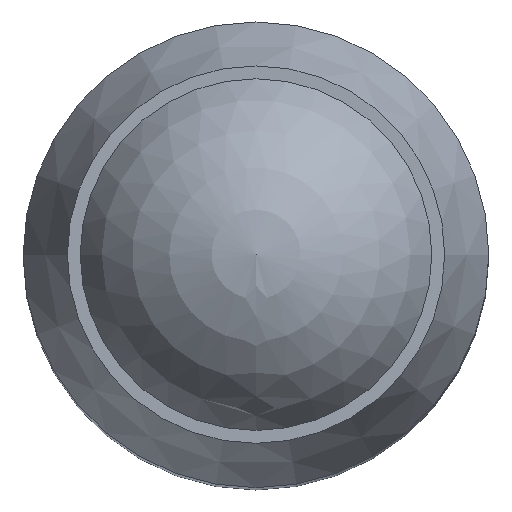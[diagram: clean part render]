
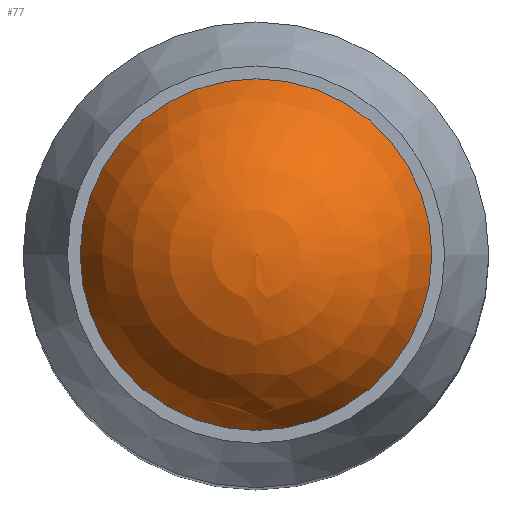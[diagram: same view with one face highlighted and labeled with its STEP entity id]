
A CAD part, top view. The second image highlights one B-rep face of the part: STEP entity #77.
In plain terms, the highlighted spherical face has radius 9.75 mm.
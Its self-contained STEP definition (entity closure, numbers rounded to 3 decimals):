
#77 = ADVANCED_FACE( '', ( #155, #156 ), #157, .T. );
#155 = FACE_BOUND( '', #226, .T. );
#156 = FACE_OUTER_BOUND( '', #227, .T. );
#157 = SPHERICAL_SURFACE( '', #228, 9.75 );
#226 = VERTEX_LOOP( '', #369 );
#227 = EDGE_LOOP( '', ( #370 ) );
#228 = AXIS2_PLACEMENT_3D( '', #371, #372, #373 );
#369 = VERTEX_POINT( '', #435 );
#370 = ORIENTED_EDGE( '', *, *, #388, .T. );
#371 = CARTESIAN_POINT( '', ( 0., 0., 72.54 ) );
#372 = DIRECTION( '', ( 0., 0., 1. ) );
#373 = DIRECTION( '', ( 0., -1., 0. ) );
#388 = EDGE_CURVE( '', #449, #449, #450, .T. );
#435 = CARTESIAN_POINT( '', ( 0., 0., 82.29 ) );
#449 = VERTEX_POINT( '', #531 );
#450 = CIRCLE( '', #532, 9.061 );
#531 = CARTESIAN_POINT( '', ( 9.061, 0., 76.14 ) );
#532 = AXIS2_PLACEMENT_3D( '', #620, #621, #622 );
#620 = CARTESIAN_POINT( '', ( 0., 0., 76.14 ) );
#621 = DIRECTION( '', ( 0., 0., 1. ) );
#622 = DIRECTION( '', ( 1., 0., 0. ) );
